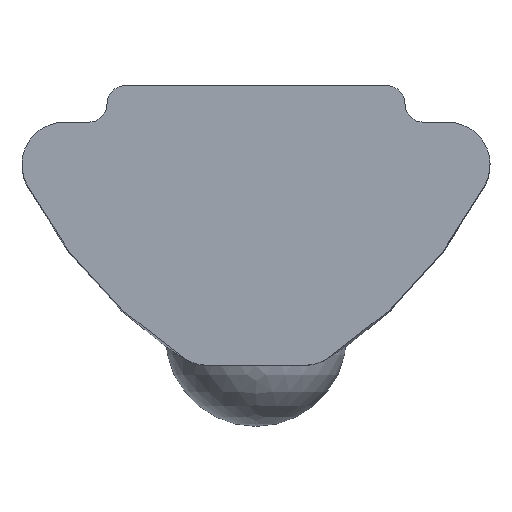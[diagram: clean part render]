
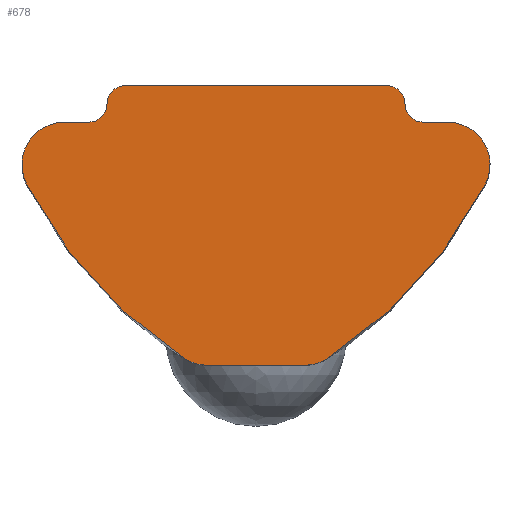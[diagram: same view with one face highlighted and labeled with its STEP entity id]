
A CAD part, top view. The second image highlights one B-rep face of the part: STEP entity #678.
In plain terms, the highlighted planar face has unit normal (0, 0, 1).
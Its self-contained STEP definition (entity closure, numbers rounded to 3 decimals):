
#16=PLANE('',#757);
#72=LINE('',#1293,#116);
#73=LINE('',#1298,#117);
#74=LINE('',#1299,#118);
#75=LINE('',#1301,#119);
#116=VECTOR('',#899,1.597);
#117=VECTOR('',#904,0.4);
#118=VECTOR('',#905,4.3);
#119=VECTOR('',#906,0.4);
#180=FACE_OUTER_BOUND('',#217,.T.);
#217=EDGE_LOOP('',(#534,#535,#536,#537,#538,#539,#540,#541,#542,#543,#544,
#545,#546,#547));
#243=CIRCLE('',#728,0.7);
#244=CIRCLE('',#732,0.7);
#247=CIRCLE('',#738,0.3);
#249=CIRCLE('',#741,0.3);
#251=CIRCLE('',#744,0.3);
#253=CIRCLE('',#747,0.3);
#261=CIRCLE('',#758,7.5);
#262=CIRCLE('',#759,0.7);
#263=CIRCLE('',#760,0.7);
#264=CIRCLE('',#761,7.5);
#293=VERTEX_POINT('',#1151);
#294=VERTEX_POINT('',#1152);
#304=VERTEX_POINT('',#1219);
#305=VERTEX_POINT('',#1220);
#312=VERTEX_POINT('',#1245);
#313=VERTEX_POINT('',#1246);
#316=VERTEX_POINT('',#1254);
#318=VERTEX_POINT('',#1260);
#319=VERTEX_POINT('',#1261);
#322=VERTEX_POINT('',#1269);
#330=VERTEX_POINT('',#1294);
#331=VERTEX_POINT('',#1296);
#332=VERTEX_POINT('',#1300);
#333=VERTEX_POINT('',#1302);
#366=EDGE_CURVE('',#293,#294,#243,.T.);
#378=EDGE_CURVE('',#304,#305,#244,.T.);
#388=EDGE_CURVE('',#312,#313,#247,.T.);
#393=EDGE_CURVE('',#313,#316,#249,.T.);
#395=EDGE_CURVE('',#318,#319,#251,.T.);
#400=EDGE_CURVE('',#319,#322,#253,.T.);
#412=EDGE_CURVE('',#294,#304,#72,.T.);
#413=EDGE_CURVE('',#305,#330,#261,.T.);
#414=EDGE_CURVE('',#330,#331,#262,.T.);
#415=EDGE_CURVE('',#331,#318,#73,.T.);
#416=EDGE_CURVE('',#322,#312,#74,.T.);
#417=EDGE_CURVE('',#316,#332,#75,.T.);
#418=EDGE_CURVE('',#332,#333,#263,.T.);
#419=EDGE_CURVE('',#333,#293,#264,.T.);
#534=ORIENTED_EDGE('',*,*,#412,.T.);
#535=ORIENTED_EDGE('',*,*,#378,.T.);
#536=ORIENTED_EDGE('',*,*,#413,.T.);
#537=ORIENTED_EDGE('',*,*,#414,.T.);
#538=ORIENTED_EDGE('',*,*,#415,.T.);
#539=ORIENTED_EDGE('',*,*,#395,.T.);
#540=ORIENTED_EDGE('',*,*,#400,.T.);
#541=ORIENTED_EDGE('',*,*,#416,.T.);
#542=ORIENTED_EDGE('',*,*,#388,.T.);
#543=ORIENTED_EDGE('',*,*,#393,.T.);
#544=ORIENTED_EDGE('',*,*,#417,.T.);
#545=ORIENTED_EDGE('',*,*,#418,.T.);
#546=ORIENTED_EDGE('',*,*,#419,.T.);
#547=ORIENTED_EDGE('',*,*,#366,.T.);
#678=ADVANCED_FACE('',(#180),#16,.F.);
#728=AXIS2_PLACEMENT_3D('',#1153,#817,#818);
#732=AXIS2_PLACEMENT_3D('',#1221,#831,#832);
#738=AXIS2_PLACEMENT_3D('',#1247,#849,#850);
#741=AXIS2_PLACEMENT_3D('',#1257,#858,#859);
#744=AXIS2_PLACEMENT_3D('',#1262,#864,#865);
#747=AXIS2_PLACEMENT_3D('',#1272,#873,#874);
#757=AXIS2_PLACEMENT_3D('',#1292,#897,#898);
#758=AXIS2_PLACEMENT_3D('',#1295,#900,#901);
#759=AXIS2_PLACEMENT_3D('',#1297,#902,#903);
#760=AXIS2_PLACEMENT_3D('',#1303,#907,#908);
#761=AXIS2_PLACEMENT_3D('',#1304,#909,#910);
#817=DIRECTION('center_axis',(0.,0.,1.));
#818=DIRECTION('ref_axis',(-1.,0.,0.));
#831=DIRECTION('center_axis',(0.,0.,1.));
#832=DIRECTION('ref_axis',(-1.,0.,0.));
#849=DIRECTION('center_axis',(0.,0.,1.));
#850=DIRECTION('ref_axis',(-1.,0.,0.));
#858=DIRECTION('center_axis',(0.,0.,-1.));
#859=DIRECTION('ref_axis',(-1.,0.,0.));
#864=DIRECTION('center_axis',(0.,0.,-1.));
#865=DIRECTION('ref_axis',(-1.,0.,0.));
#873=DIRECTION('center_axis',(0.,0.,1.));
#874=DIRECTION('ref_axis',(-1.,0.,0.));
#897=DIRECTION('center_axis',(0.,0.,-1.));
#898=DIRECTION('ref_axis',(0.,-1.,0.));
#899=DIRECTION('',(1.,0.,0.));
#900=DIRECTION('center_axis',(0.,0.,1.));
#901=DIRECTION('ref_axis',(-1.,0.,0.));
#902=DIRECTION('center_axis',(0.,0.,1.));
#903=DIRECTION('ref_axis',(-1.,0.,0.));
#904=DIRECTION('',(-1.,0.,0.));
#905=DIRECTION('',(-1.,0.,0.));
#906=DIRECTION('',(-1.,0.,0.));
#907=DIRECTION('center_axis',(0.,0.,1.));
#908=DIRECTION('ref_axis',(1.,0.,0.));
#909=DIRECTION('center_axis',(0.,0.,1.));
#910=DIRECTION('ref_axis',(1.,0.,0.));
#1151=CARTESIAN_POINT('',(-1.179,-4.487,12.));
#1152=CARTESIAN_POINT('',(-0.799,-4.6,12.));
#1153=CARTESIAN_POINT('Origin',(-0.799,-3.9,12.));
#1219=CARTESIAN_POINT('',(0.799,-4.6,12.));
#1220=CARTESIAN_POINT('',(1.179,-4.487,12.));
#1221=CARTESIAN_POINT('Origin',(0.799,-3.9,12.));
#1245=CARTESIAN_POINT('',(-2.15,0.,12.));
#1246=CARTESIAN_POINT('',(-2.45,-0.3,12.));
#1247=CARTESIAN_POINT('Origin',(-2.15,-0.3,12.));
#1254=CARTESIAN_POINT('',(-2.75,-0.6,12.));
#1257=CARTESIAN_POINT('Origin',(-2.75,-0.3,12.));
#1260=CARTESIAN_POINT('',(2.75,-0.6,12.));
#1261=CARTESIAN_POINT('',(2.45,-0.3,12.));
#1262=CARTESIAN_POINT('Origin',(2.75,-0.3,12.));
#1269=CARTESIAN_POINT('',(2.15,0.,12.));
#1272=CARTESIAN_POINT('Origin',(2.15,-0.3,12.));
#1292=CARTESIAN_POINT('Origin',(3.15,-1.3,12.));
#1293=CARTESIAN_POINT('',(1.,-4.6,12.));
#1294=CARTESIAN_POINT('',(3.773,-1.62,12.));
#1295=CARTESIAN_POINT('Origin',(-2.899,1.807,12.));
#1296=CARTESIAN_POINT('',(3.15,-0.6,12.));
#1297=CARTESIAN_POINT('Origin',(3.15,-1.3,12.));
#1298=CARTESIAN_POINT('',(2.45,-0.6,12.));
#1299=CARTESIAN_POINT('',(-2.45,0.,12.));
#1300=CARTESIAN_POINT('',(-3.15,-0.6,12.));
#1301=CARTESIAN_POINT('',(-2.45,-0.6,12.));
#1302=CARTESIAN_POINT('',(-3.773,-1.62,12.));
#1303=CARTESIAN_POINT('Origin',(-3.15,-1.3,12.));
#1304=CARTESIAN_POINT('Origin',(2.899,1.807,12.));
